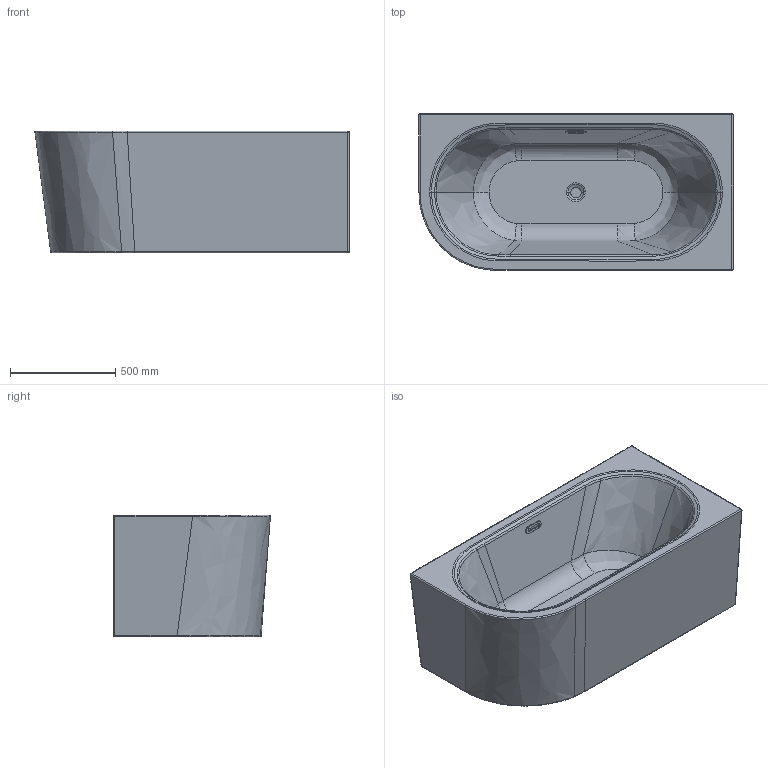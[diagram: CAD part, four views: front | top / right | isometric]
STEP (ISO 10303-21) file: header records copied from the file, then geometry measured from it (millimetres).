
FILE_DESCRIPTION(/* description */ (''),/* implementation_level */ '2;1');
FILE_NAME(/* name */ '_avita_150_prawa-final',/* time_stamp */ '2023-07-27T13:39:57+02:00',/* author */ (''),/* organization */ (''),/* preprocessor_version */ 'ST-DEVELOPER v15',/* originating_system */ '',/* authorisation */ '');
FILE_SCHEMA (('AUTOMOTIVE_DESIGN'));
Length unit declared in the file: millimetre
Products named in the file (1): Document
Bounding box: 1495.25 x 746.54 x 580 mm (x, y, z)
Volume: 11481.4 mm3; surface area: 5252730.5 mm2
Topology: 1 solids, 2 shells, 94 faces, 223 edges, 134 vertices
Faces by surface type: bspline 94
Entity records: 9178 total; most frequent: CARTESIAN_POINT 6482, B_SPLINE_CURVE_WITH_KNOTS 490, ORIENTED_EDGE 419, PCURVE 419, DEFINITIONAL_REPRESENTATION 419, SURFACE_CURVE 211, EDGE_CURVE 211, VERTEX_POINT 122
